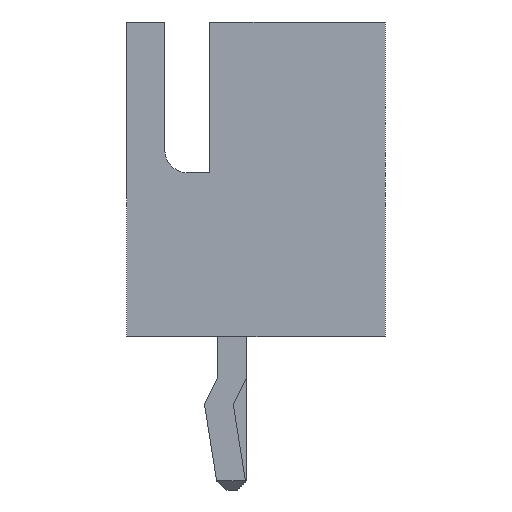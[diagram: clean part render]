
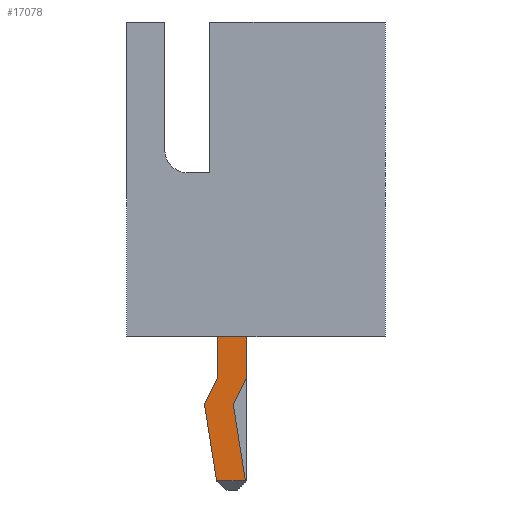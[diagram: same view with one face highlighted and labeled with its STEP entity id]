
A CAD part, left-side view. The second image highlights one B-rep face of the part: STEP entity #17078.
In plain terms, the highlighted planar face has unit normal (-1, 0, 0).
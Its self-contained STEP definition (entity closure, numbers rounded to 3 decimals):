
#5650 = PLANE('',#5651);
#5651 = AXIS2_PLACEMENT_3D('',#5652,#5653,#5654);
#5652 = CARTESIAN_POINT('',(0.75,0.5,0.3));
#5653 = DIRECTION('',(0.,0.,1.));
#5654 = DIRECTION('',(0.,-1.,0.));
#11824 = EDGE_CURVE('',#11825,#11827,#11829,.T.);
#11825 = VERTEX_POINT('',#11826);
#11826 = CARTESIAN_POINT('',(-0.32,-0.32,0.3));
#11827 = VERTEX_POINT('',#11828);
#11828 = CARTESIAN_POINT('',(-0.32,0.32,0.3));
#11829 = SURFACE_CURVE('',#11830,(#11834,#11840),.PCURVE_S1.);
#11830 = LINE('',#11831,#11832);
#11831 = CARTESIAN_POINT('',(-0.32,0.41,0.3));
#11832 = VECTOR('',#11833,1.);
#11833 = DIRECTION('',(0.,1.,0.));
#11834 = PCURVE('',#5650,#11835);
#11835 = DEFINITIONAL_REPRESENTATION('',(#11836),#11839);
#11836 = B_SPLINE_CURVE_WITH_KNOTS('',1,(#11837,#11838),.UNSPECIFIED.,
.F.,.F.,(2,2),(-0.824,0.19),.PIECEWISE_BEZIER_KNOTS.);
#11837 = CARTESIAN_POINT('',(0.914,-1.07));
#11838 = CARTESIAN_POINT('',(-0.1,-1.07));
#11839 = ( GEOMETRIC_REPRESENTATION_CONTEXT(2)
PARAMETRIC_REPRESENTATION_CONTEXT() REPRESENTATION_CONTEXT('2D SPACE',''
) );
#11840 = PCURVE('',#11841,#11846);
#11841 = PLANE('',#11842);
#11842 = AXIS2_PLACEMENT_3D('',#11843,#11844,#11845);
#11843 = CARTESIAN_POINT('',(-0.32,0.32,-3.4));
#11844 = DIRECTION('',(1.,0.,0.));
#11845 = DIRECTION('',(0.,0.,-1.));
#11846 = DEFINITIONAL_REPRESENTATION('',(#11847),#11850);
#11847 = B_SPLINE_CURVE_WITH_KNOTS('',1,(#11848,#11849),.UNSPECIFIED.,
.F.,.F.,(2,2),(-0.824,0.19),.PIECEWISE_BEZIER_KNOTS.);
#11848 = CARTESIAN_POINT('',(-3.7,-0.734));
#11849 = CARTESIAN_POINT('',(-3.7,0.28));
#11850 = ( GEOMETRIC_REPRESENTATION_CONTEXT(2)
PARAMETRIC_REPRESENTATION_CONTEXT() REPRESENTATION_CONTEXT('2D SPACE',''
) );
#11867 = PLANE('',#11868);
#11868 = AXIS2_PLACEMENT_3D('',#11869,#11870,#11871);
#11869 = CARTESIAN_POINT('',(0.32,0.32,6.5));
#11870 = DIRECTION('',(0.,-1.,0.));
#11871 = DIRECTION('',(0.,0.,-1.));
#11917 = PLANE('',#11918);
#11918 = AXIS2_PLACEMENT_3D('',#11919,#11920,#11921);
#11919 = CARTESIAN_POINT('',(0.32,-0.32,-0.9));
#11920 = DIRECTION('',(0.,1.,0.));
#11921 = DIRECTION('',(0.,0.,1.));
#17078 = ADVANCED_FACE('',(#17079),#11841,.F.);
#17079 = FACE_BOUND('',#17080,.F.);
#17080 = EDGE_LOOP('',(#17081,#17111,#17139,#17167,#17195,#17216,#17217,
#17240));
#17081 = ORIENTED_EDGE('',*,*,#17082,.F.);
#17082 = EDGE_CURVE('',#17083,#17085,#17087,.T.);
#17083 = VERTEX_POINT('',#17084);
#17084 = CARTESIAN_POINT('',(-0.32,-0.288,-3.2));
#17085 = VERTEX_POINT('',#17086);
#17086 = CARTESIAN_POINT('',(-0.32,-0.02,-1.5));
#17087 = SURFACE_CURVE('',#17088,(#17092,#17099),.PCURVE_S1.);
#17088 = LINE('',#17089,#17090);
#17089 = CARTESIAN_POINT('',(-0.32,-0.32,-3.4));
#17090 = VECTOR('',#17091,1.);
#17091 = DIRECTION('',(0.,0.156,0.988
));
#17092 = PCURVE('',#11841,#17093);
#17093 = DEFINITIONAL_REPRESENTATION('',(#17094),#17098);
#17094 = LINE('',#17095,#17096);
#17095 = CARTESIAN_POINT('',(0.,-0.64));
#17096 = VECTOR('',#17097,1.);
#17097 = DIRECTION('',(-0.988,0.156));
#17098 = ( GEOMETRIC_REPRESENTATION_CONTEXT(2)
PARAMETRIC_REPRESENTATION_CONTEXT() REPRESENTATION_CONTEXT('2D SPACE',''
) );
#17099 = PCURVE('',#17100,#17105);
#17100 = PLANE('',#17101);
#17101 = AXIS2_PLACEMENT_3D('',#17102,#17103,#17104);
#17102 = CARTESIAN_POINT('',(0.32,-0.32,-3.4));
#17103 = DIRECTION('',(0.,0.988,
-0.156));
#17104 = DIRECTION('',(0.,0.156,0.988
));
#17105 = DEFINITIONAL_REPRESENTATION('',(#17106),#17110);
#17106 = LINE('',#17107,#17108);
#17107 = CARTESIAN_POINT('',(0.,-0.64));
#17108 = VECTOR('',#17109,1.);
#17109 = DIRECTION('',(1.,0.));
#17110 = ( GEOMETRIC_REPRESENTATION_CONTEXT(2)
PARAMETRIC_REPRESENTATION_CONTEXT() REPRESENTATION_CONTEXT('2D SPACE',''
) );
#17111 = ORIENTED_EDGE('',*,*,#17112,.F.);
#17112 = EDGE_CURVE('',#17113,#17083,#17115,.T.);
#17113 = VERTEX_POINT('',#17114);
#17114 = CARTESIAN_POINT('',(-0.32,0.352,-3.2));
#17115 = SURFACE_CURVE('',#17116,(#17120,#17127),.PCURVE_S1.);
#17116 = LINE('',#17117,#17118);
#17117 = CARTESIAN_POINT('',(-0.32,0.32,-3.2));
#17118 = VECTOR('',#17119,1.);
#17119 = DIRECTION('',(0.,-1.,0.));
#17120 = PCURVE('',#11841,#17121);
#17121 = DEFINITIONAL_REPRESENTATION('',(#17122),#17126);
#17122 = LINE('',#17123,#17124);
#17123 = CARTESIAN_POINT('',(-0.2,0.));
#17124 = VECTOR('',#17125,1.);
#17125 = DIRECTION('',(0.,-1.));
#17126 = ( GEOMETRIC_REPRESENTATION_CONTEXT(2)
PARAMETRIC_REPRESENTATION_CONTEXT() REPRESENTATION_CONTEXT('2D SPACE',''
) );
#17127 = PCURVE('',#17128,#17133);
#17128 = PLANE('',#17129);
#17129 = AXIS2_PLACEMENT_3D('',#17130,#17131,#17132);
#17130 = CARTESIAN_POINT('',(-0.22,0.32,-3.3));
#17131 = DIRECTION('',(-0.707,0.,
-0.707));
#17132 = DIRECTION('',(0.,-1.,0.));
#17133 = DEFINITIONAL_REPRESENTATION('',(#17134),#17138);
#17134 = LINE('',#17135,#17136);
#17135 = CARTESIAN_POINT('',(0.,0.141));
#17136 = VECTOR('',#17137,1.);
#17137 = DIRECTION('',(1.,0.));
#17138 = ( GEOMETRIC_REPRESENTATION_CONTEXT(2)
PARAMETRIC_REPRESENTATION_CONTEXT() REPRESENTATION_CONTEXT('2D SPACE',''
) );
#17139 = ORIENTED_EDGE('',*,*,#17140,.F.);
#17140 = EDGE_CURVE('',#17141,#17113,#17143,.T.);
#17141 = VERTEX_POINT('',#17142);
#17142 = CARTESIAN_POINT('',(-0.32,0.62,-1.5));
#17143 = SURFACE_CURVE('',#17144,(#17148,#17155),.PCURVE_S1.);
#17144 = LINE('',#17145,#17146);
#17145 = CARTESIAN_POINT('',(-0.32,0.62,-1.5));
#17146 = VECTOR('',#17147,1.);
#17147 = DIRECTION('',(0.,-0.156,
-0.988));
#17148 = PCURVE('',#11841,#17149);
#17149 = DEFINITIONAL_REPRESENTATION('',(#17150),#17154);
#17150 = LINE('',#17151,#17152);
#17151 = CARTESIAN_POINT('',(-1.9,0.3));
#17152 = VECTOR('',#17153,1.);
#17153 = DIRECTION('',(0.988,-0.156));
#17154 = ( GEOMETRIC_REPRESENTATION_CONTEXT(2)
PARAMETRIC_REPRESENTATION_CONTEXT() REPRESENTATION_CONTEXT('2D SPACE',''
) );
#17155 = PCURVE('',#17156,#17161);
#17156 = PLANE('',#17157);
#17157 = AXIS2_PLACEMENT_3D('',#17158,#17159,#17160);
#17158 = CARTESIAN_POINT('',(0.32,0.62,-1.5));
#17159 = DIRECTION('',(0.,-0.988,
0.156));
#17160 = DIRECTION('',(0.,-0.156,
-0.988));
#17161 = DEFINITIONAL_REPRESENTATION('',(#17162),#17166);
#17162 = LINE('',#17163,#17164);
#17163 = CARTESIAN_POINT('',(0.,-0.64));
#17164 = VECTOR('',#17165,1.);
#17165 = DIRECTION('',(1.,0.));
#17166 = ( GEOMETRIC_REPRESENTATION_CONTEXT(2)
PARAMETRIC_REPRESENTATION_CONTEXT() REPRESENTATION_CONTEXT('2D SPACE',''
) );
#17167 = ORIENTED_EDGE('',*,*,#17168,.F.);
#17168 = EDGE_CURVE('',#17169,#17141,#17171,.T.);
#17169 = VERTEX_POINT('',#17170);
#17170 = CARTESIAN_POINT('',(-0.32,0.32,-0.9));
#17171 = SURFACE_CURVE('',#17172,(#17176,#17183),.PCURVE_S1.);
#17172 = LINE('',#17173,#17174);
#17173 = CARTESIAN_POINT('',(-0.32,0.32,-0.9));
#17174 = VECTOR('',#17175,1.);
#17175 = DIRECTION('',(0.,0.447,-0.894));
#17176 = PCURVE('',#11841,#17177);
#17177 = DEFINITIONAL_REPRESENTATION('',(#17178),#17182);
#17178 = LINE('',#17179,#17180);
#17179 = CARTESIAN_POINT('',(-2.5,0.));
#17180 = VECTOR('',#17181,1.);
#17181 = DIRECTION('',(0.894,0.447));
#17182 = ( GEOMETRIC_REPRESENTATION_CONTEXT(2)
PARAMETRIC_REPRESENTATION_CONTEXT() REPRESENTATION_CONTEXT('2D SPACE',''
) );
#17183 = PCURVE('',#17184,#17189);
#17184 = PLANE('',#17185);
#17185 = AXIS2_PLACEMENT_3D('',#17186,#17187,#17188);
#17186 = CARTESIAN_POINT('',(0.32,0.32,-0.9));
#17187 = DIRECTION('',(0.,-0.894,-0.447)
);
#17188 = DIRECTION('',(0.,0.447,-0.894));
#17189 = DEFINITIONAL_REPRESENTATION('',(#17190),#17194);
#17190 = LINE('',#17191,#17192);
#17191 = CARTESIAN_POINT('',(0.,-0.64));
#17192 = VECTOR('',#17193,1.);
#17193 = DIRECTION('',(1.,0.));
#17194 = ( GEOMETRIC_REPRESENTATION_CONTEXT(2)
PARAMETRIC_REPRESENTATION_CONTEXT() REPRESENTATION_CONTEXT('2D SPACE',''
) );
#17195 = ORIENTED_EDGE('',*,*,#17196,.F.);
#17196 = EDGE_CURVE('',#11827,#17169,#17197,.T.);
#17197 = SURFACE_CURVE('',#17198,(#17202,#17209),.PCURVE_S1.);
#17198 = LINE('',#17199,#17200);
#17199 = CARTESIAN_POINT('',(-0.32,0.32,6.5));
#17200 = VECTOR('',#17201,1.);
#17201 = DIRECTION('',(0.,0.,-1.));
#17202 = PCURVE('',#11841,#17203);
#17203 = DEFINITIONAL_REPRESENTATION('',(#17204),#17208);
#17204 = LINE('',#17205,#17206);
#17205 = CARTESIAN_POINT('',(-9.9,0.));
#17206 = VECTOR('',#17207,1.);
#17207 = DIRECTION('',(1.,0.));
#17208 = ( GEOMETRIC_REPRESENTATION_CONTEXT(2)
PARAMETRIC_REPRESENTATION_CONTEXT() REPRESENTATION_CONTEXT('2D SPACE',''
) );
#17209 = PCURVE('',#11867,#17210);
#17210 = DEFINITIONAL_REPRESENTATION('',(#17211),#17215);
#17211 = LINE('',#17212,#17213);
#17212 = CARTESIAN_POINT('',(0.,-0.64));
#17213 = VECTOR('',#17214,1.);
#17214 = DIRECTION('',(1.,0.));
#17215 = ( GEOMETRIC_REPRESENTATION_CONTEXT(2)
PARAMETRIC_REPRESENTATION_CONTEXT() REPRESENTATION_CONTEXT('2D SPACE',''
) );
#17216 = ORIENTED_EDGE('',*,*,#11824,.F.);
#17217 = ORIENTED_EDGE('',*,*,#17218,.F.);
#17218 = EDGE_CURVE('',#17219,#11825,#17221,.T.);
#17219 = VERTEX_POINT('',#17220);
#17220 = CARTESIAN_POINT('',(-0.32,-0.32,-0.9));
#17221 = SURFACE_CURVE('',#17222,(#17226,#17233),.PCURVE_S1.);
#17222 = LINE('',#17223,#17224);
#17223 = CARTESIAN_POINT('',(-0.32,-0.32,-0.9));
#17224 = VECTOR('',#17225,1.);
#17225 = DIRECTION('',(0.,0.,1.));
#17226 = PCURVE('',#11841,#17227);
#17227 = DEFINITIONAL_REPRESENTATION('',(#17228),#17232);
#17228 = LINE('',#17229,#17230);
#17229 = CARTESIAN_POINT('',(-2.5,-0.64));
#17230 = VECTOR('',#17231,1.);
#17231 = DIRECTION('',(-1.,0.));
#17232 = ( GEOMETRIC_REPRESENTATION_CONTEXT(2)
PARAMETRIC_REPRESENTATION_CONTEXT() REPRESENTATION_CONTEXT('2D SPACE',''
) );
#17233 = PCURVE('',#11917,#17234);
#17234 = DEFINITIONAL_REPRESENTATION('',(#17235),#17239);
#17235 = LINE('',#17236,#17237);
#17236 = CARTESIAN_POINT('',(0.,-0.64));
#17237 = VECTOR('',#17238,1.);
#17238 = DIRECTION('',(1.,0.));
#17239 = ( GEOMETRIC_REPRESENTATION_CONTEXT(2)
PARAMETRIC_REPRESENTATION_CONTEXT() REPRESENTATION_CONTEXT('2D SPACE',''
) );
#17240 = ORIENTED_EDGE('',*,*,#17241,.F.);
#17241 = EDGE_CURVE('',#17085,#17219,#17242,.T.);
#17242 = SURFACE_CURVE('',#17243,(#17247,#17254),.PCURVE_S1.);
#17243 = LINE('',#17244,#17245);
#17244 = CARTESIAN_POINT('',(-0.32,-0.02,-1.5));
#17245 = VECTOR('',#17246,1.);
#17246 = DIRECTION('',(0.,-0.447,0.894));
#17247 = PCURVE('',#11841,#17248);
#17248 = DEFINITIONAL_REPRESENTATION('',(#17249),#17253);
#17249 = LINE('',#17250,#17251);
#17250 = CARTESIAN_POINT('',(-1.9,-0.34));
#17251 = VECTOR('',#17252,1.);
#17252 = DIRECTION('',(-0.894,-0.447));
#17253 = ( GEOMETRIC_REPRESENTATION_CONTEXT(2)
PARAMETRIC_REPRESENTATION_CONTEXT() REPRESENTATION_CONTEXT('2D SPACE',''
) );
#17254 = PCURVE('',#17255,#17260);
#17255 = PLANE('',#17256);
#17256 = AXIS2_PLACEMENT_3D('',#17257,#17258,#17259);
#17257 = CARTESIAN_POINT('',(0.32,-0.02,-1.5));
#17258 = DIRECTION('',(0.,0.894,0.447));
#17259 = DIRECTION('',(0.,-0.447,0.894));
#17260 = DEFINITIONAL_REPRESENTATION('',(#17261),#17265);
#17261 = LINE('',#17262,#17263);
#17262 = CARTESIAN_POINT('',(0.,-0.64));
#17263 = VECTOR('',#17264,1.);
#17264 = DIRECTION('',(1.,0.));
#17265 = ( GEOMETRIC_REPRESENTATION_CONTEXT(2)
PARAMETRIC_REPRESENTATION_CONTEXT() REPRESENTATION_CONTEXT('2D SPACE',''
) );
